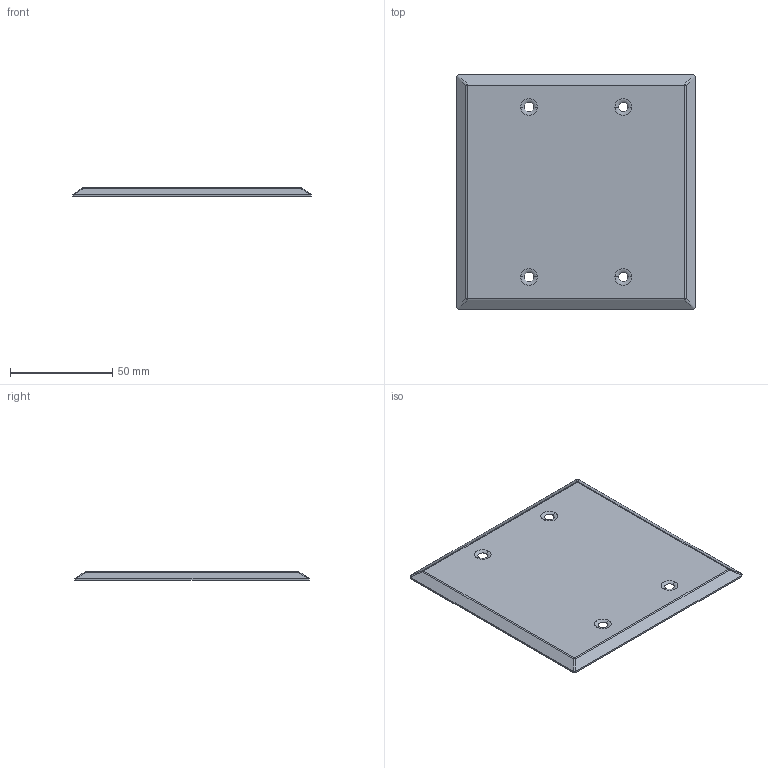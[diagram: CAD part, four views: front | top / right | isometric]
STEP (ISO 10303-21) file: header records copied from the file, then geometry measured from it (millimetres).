
FILE_DESCRIPTION (( 'STEP AP214' ), '1' );
FILE_NAME ('LC-WPSSBNK-02_3D.step', '2024-11-27T18:48:35', ( '' ), ( '' ), 'SwSTEP 2.0', 'SolidWorks 2022', '' );
FILE_SCHEMA (( 'AUTOMOTIVE_DESIGN' ));
Length unit declared in the file: inch
Products named in the file (1): LC-WPSSBNK-02_3D
Bounding box: 116.6 x 114.5 x 4 mm (x, y, z)
Volume: 9440.6 mm3; surface area: 27934.4 mm2
Topology: 1 solids, 1 shells, 59 faces, 144 edges, 88 vertices
Faces by surface type: cylinder 24, plane 19, torus 8, sphere 8
Entity records: 1778 total; most frequent: CARTESIAN_POINT 364, DIRECTION 296, ORIENTED_EDGE 288, EDGE_CURVE 144, AXIS2_PLACEMENT_3D 116, VERTEX_POINT 88, EDGE_LOOP 68, LINE 64
